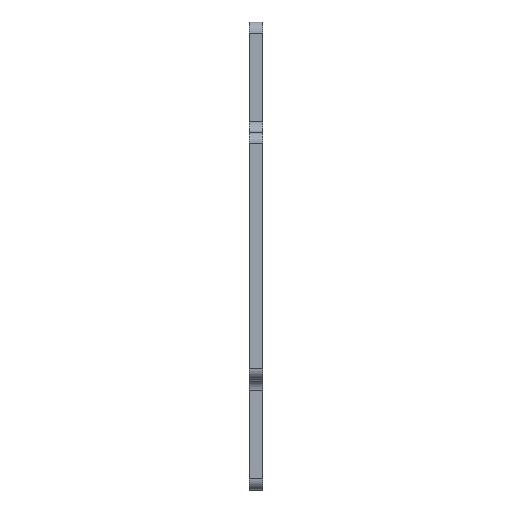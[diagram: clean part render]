
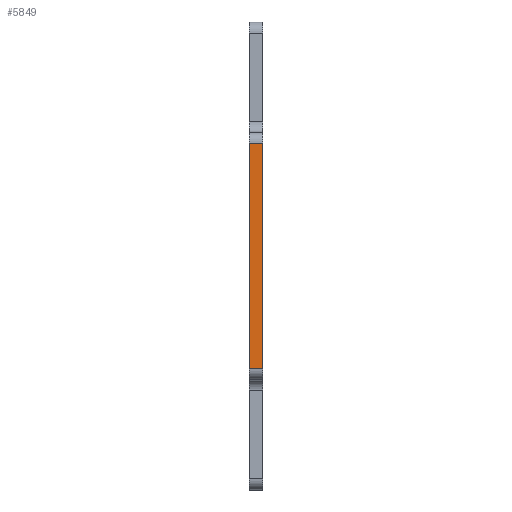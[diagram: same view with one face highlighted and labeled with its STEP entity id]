
A CAD part, front view. The second image highlights one B-rep face of the part: STEP entity #5849.
In plain terms, the highlighted planar face has unit normal (0, -1, 0).
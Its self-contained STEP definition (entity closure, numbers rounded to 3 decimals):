
#91=DIRECTION('',(0.,0.,-1.));
#92=VECTOR('',#91,41.);
#93=CARTESIAN_POINT('',(0.,-23.,20.5));
#94=LINE('',#93,#92);
#1202=DIRECTION('',(0.,0.,-1.));
#1203=VECTOR('',#1202,41.);
#1204=CARTESIAN_POINT('',(2.5,-23.,20.5));
#1205=LINE('',#1204,#1203);
#2303=DIRECTION('',(-1.,0.,0.));
#2304=VECTOR('',#2303,2.5);
#2305=CARTESIAN_POINT('',(2.5,-23.,-20.5));
#2306=LINE('',#2305,#2304);
#2307=DIRECTION('',(-1.,0.,0.));
#2308=VECTOR('',#2307,2.5);
#2309=CARTESIAN_POINT('',(2.5,-23.,20.5));
#2310=LINE('',#2309,#2308);
#3426=CARTESIAN_POINT('',(0.,-23.,-20.5));
#3428=VERTEX_POINT('',#3426);
#3429=CARTESIAN_POINT('',(2.5,-23.,-20.5));
#3430=VERTEX_POINT('',#3429);
#3433=CARTESIAN_POINT('',(0.,-23.,20.5));
#3435=VERTEX_POINT('',#3433);
#3439=CARTESIAN_POINT('',(2.5,-23.,20.5));
#3440=VERTEX_POINT('',#3439);
#5837=CARTESIAN_POINT('',(1.25,-23.,0.));
#5838=DIRECTION('',(0.,1.,0.));
#5839=DIRECTION('',(0.,0.,-1.));
#5840=AXIS2_PLACEMENT_3D('',#5837,#5838,#5839);
#5841=PLANE('',#5840);
#5842=ORIENTED_EDGE('',*,*,#5830,.T.);
#5843=ORIENTED_EDGE('',*,*,#4452,.F.);
#5845=ORIENTED_EDGE('',*,*,#5844,.F.);
#5846=ORIENTED_EDGE('',*,*,#5069,.T.);
#5847=EDGE_LOOP('',(#5842,#5843,#5845,#5846));
#5848=FACE_OUTER_BOUND('',#5847,.F.);
#5849=ADVANCED_FACE('',(#5848),#5841,.F.);
#4452=EDGE_CURVE('',#3435,#3428,#94,.T.);
#5069=EDGE_CURVE('',#3440,#3430,#1205,.T.);
#5830=EDGE_CURVE('',#3430,#3428,#2306,.T.);
#5844=EDGE_CURVE('',#3440,#3435,#2310,.T.);
